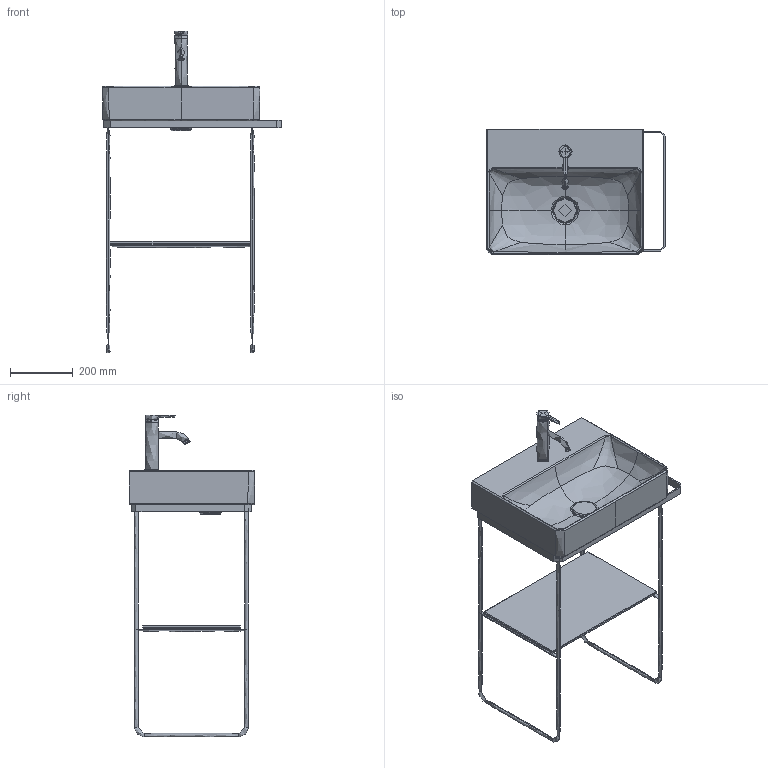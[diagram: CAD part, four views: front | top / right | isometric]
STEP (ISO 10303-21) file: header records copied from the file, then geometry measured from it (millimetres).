
FILE_DESCRIPTION(/* description */ (''),/* implementation_level */ '2;1');
FILE_NAME(/* name */ '235650_003132',/* time_stamp */ '2022-02-22T11:02:38+01:00',/* author */ (''),/* organization */ (''),/* preprocessor_version */ 'ST-DEVELOPER v15',/* originating_system */ '',/* authorisation */ '');
FILE_SCHEMA (('AUTOMOTIVE_DESIGN'));
Length unit declared in the file: millimetre
Products named in the file (2): Document; Block 01
Assembly tree (1 placements, depth 2):
  Document
    Block 01
Bounding box: 569.27 x 399.94 x 1022.66 mm (x, y, z)
Volume: 8935820.5 mm3; surface area: 1426709 mm2
Topology: 5 solids, 498 shells, 964 faces, 3460 edges, 2932 vertices
Faces by surface type: bspline 770, plane 194
Entity records: 97470 total; most frequent: CARTESIAN_POINT 79661, ORIENTED_EDGE 4474, EDGE_CURVE 3391, VERTEX_POINT 2932, B_SPLINE_CURVE_WITH_KNOTS 1697, EDGE_LOOP 1024, ADVANCED_FACE 964, FACE_OUTER_BOUND 964
